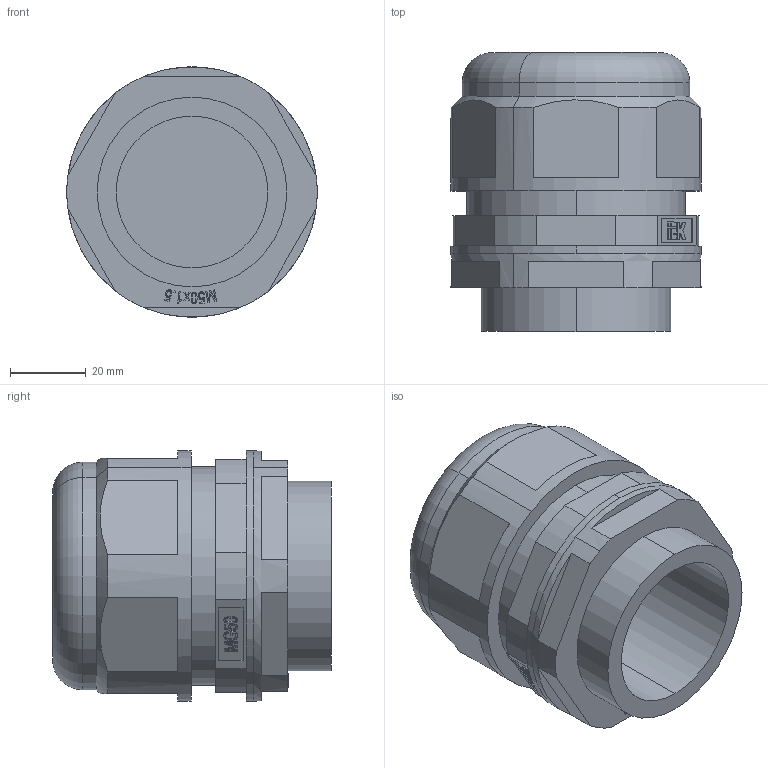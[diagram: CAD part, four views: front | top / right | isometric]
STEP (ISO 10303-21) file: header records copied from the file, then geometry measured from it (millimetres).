
FILE_DESCRIPTION (( 'STEP AP214' ), '1' );
FILE_NAME ('YSA10-39-50-68-K02 Ñàëüíèê MG 50 äèàìåòð ïðîâîäíèêà 33-41ìì IP68 ÈÝÊ.STEP', '2016-11-09T13:23:33', ( '' ), ( '' ), 'SwSTEP 2.0', 'SolidWorks 2014', '' );
FILE_SCHEMA (( 'AUTOMOTIVE_DESIGN' ));
Length unit declared in the file: millimetre
Products named in the file (1): YSA10-39-50-68-K02 Ñàëüíèê MG 50 äèàìåòð ïðîâîäíèêà 33-41ìì IP68 ÈÝÊ
Bounding box: 66 x 73.5 x 66 mm (x, y, z)
Volume: 103875.4 mm3; surface area: 60214 mm2
Topology: 5 solids, 5 shells, 347 faces, 926 edges, 614 vertices
Faces by surface type: plane 231, bspline 56, cylinder 38, cone 20, torus 2
Entity records: 17884 total; most frequent: CARTESIAN_POINT 5609, ORIENTED_EDGE 1852, DIRECTION 1528, EDGE_CURVE 926, VERTEX_POINT 614, LINE 608, VECTOR 608, AXIS2_PLACEMENT_3D 460
